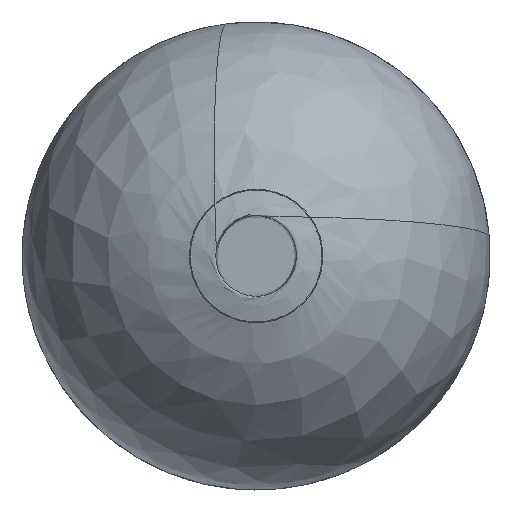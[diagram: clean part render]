
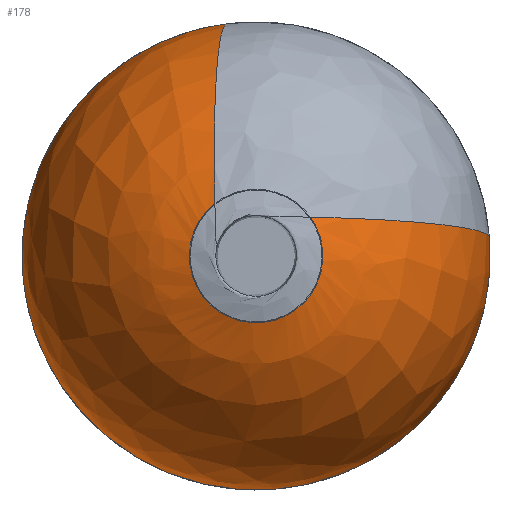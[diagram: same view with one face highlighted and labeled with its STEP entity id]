
A CAD part, left-side view. The second image highlights one B-rep face of the part: STEP entity #178.
In plain terms, the highlighted free-form (B-spline) face has degree [3, 3] with [4, 7] control points.
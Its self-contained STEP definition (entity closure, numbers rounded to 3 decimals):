
#32=(
BOUNDED_CURVE()
B_SPLINE_CURVE(3,(#1001,#1002,#1003,#1004,#1005,#1006,#1007),
 .UNSPECIFIED.,.F.,.F.)
B_SPLINE_CURVE_WITH_KNOTS((4,3,4),(0.,0.271,1.),
 .UNSPECIFIED.)
CURVE()
GEOMETRIC_REPRESENTATION_ITEM()
RATIONAL_B_SPLINE_CURVE((0.718,0.755,0.848,
0.996,0.599,0.599,0.996))
REPRESENTATION_ITEM('')
);
#33=(
BOUNDED_CURVE()
B_SPLINE_CURVE(3,(#1013,#1014,#1015,#1016),.UNSPECIFIED.,.F.,.F.)
B_SPLINE_CURVE_WITH_KNOTS((4,4),(0.,1.),.UNSPECIFIED.)
CURVE()
GEOMETRIC_REPRESENTATION_ITEM()
RATIONAL_B_SPLINE_CURVE((0.996,0.799,0.782,
0.946))
REPRESENTATION_ITEM('')
);
#77=(
BOUNDED_SURFACE()
B_SPLINE_SURFACE(3,3,((#1017,#1018,#1019,#1020,#1021,#1022,#1023),(#1024,
#1025,#1026,#1027,#1028,#1029,#1030),(#1031,#1032,#1033,#1034,#1035,#1036,
#1037),(#1038,#1039,#1040,#1041,#1042,#1043,#1044)),.UNSPECIFIED.,.F.,.F.,
 .F.)
B_SPLINE_SURFACE_WITH_KNOTS((4,4),(4,3,4),(0.,1.),(0.,0.5,1.),
 .UNSPECIFIED.)
GEOMETRIC_REPRESENTATION_ITEM()
RATIONAL_B_SPLINE_SURFACE(((1.,0.595,0.595,1.,0.595,
0.595,1.),(0.859,0.511,0.511,
0.859,0.511,0.511,0.859),
(0.859,0.511,0.511,0.859,
0.511,0.511,0.859),(1.,0.595,
0.595,1.,0.595,0.595,1.)))
REPRESENTATION_ITEM('')
SURFACE()
);
#178=ADVANCED_FACE('',(#207),#77,.F.);
#207=FACE_OUTER_BOUND('',#261,.T.);
#261=EDGE_LOOP('',(#338,#339,#340,#341,#342));
#338=ORIENTED_EDGE('',*,*,#505,.F.);
#339=ORIENTED_EDGE('',*,*,#506,.T.);
#340=ORIENTED_EDGE('',*,*,#502,.T.);
#341=ORIENTED_EDGE('',*,*,#507,.T.);
#342=ORIENTED_EDGE('',*,*,#508,.F.);
#449=VERTEX_POINT('',#983);
#450=VERTEX_POINT('',#984);
#451=VERTEX_POINT('',#1008);
#452=VERTEX_POINT('',#1009);
#453=VERTEX_POINT('',#1012);
#502=EDGE_CURVE('',#449,#450,#565,.T.);
#505=EDGE_CURVE('',#451,#452,#32,.T.);
#506=EDGE_CURVE('',#451,#449,#566,.T.);
#507=EDGE_CURVE('',#450,#453,#567,.T.);
#508=EDGE_CURVE('',#452,#453,#33,.T.);
#565=CIRCLE('',#629,4.56);
#566=CIRCLE('',#630,16.);
#567=CIRCLE('',#631,16.);
#629=AXIS2_PLACEMENT_3D('',#982,#745,#746);
#630=AXIS2_PLACEMENT_3D('',#1010,#749,#750);
#631=AXIS2_PLACEMENT_3D('',#1011,#751,#752);
#745=DIRECTION('',(1.,0.,0.));
#746=DIRECTION('',(0.,-0.813,0.582));
#749=DIRECTION('',(-0.087,0.,-0.996));
#750=DIRECTION('',(0.996,0.,-0.087));
#751=DIRECTION('',(0.087,0.995,-0.044));
#752=DIRECTION('',(0.996,-0.087,0.004));
#982=CARTESIAN_POINT('',(0.537,0.,0.));
#983=CARTESIAN_POINT('',(0.537,-3.708,2.653));
#984=CARTESIAN_POINT('',(0.537,2.815,3.587));
#1001=CARTESIAN_POINT('',(15.939,-15.916,1.305));
#1002=CARTESIAN_POINT('',(15.939,-16.307,-3.463));
#1003=CARTESIAN_POINT('',(15.939,-14.632,-7.688));
#1004=CARTESIAN_POINT('',(15.939,-11.744,-10.821));
#1005=CARTESIAN_POINT('',(15.939,-0.768,-22.733));
#1006=CARTESIAN_POINT('',(15.939,14.554,-17.481));
#1007=CARTESIAN_POINT('',(15.939,15.913,-1.341));
#1008=CARTESIAN_POINT('',(15.939,-15.917,1.305));
#1009=CARTESIAN_POINT('',(15.939,15.915,-1.341));
#1010=CARTESIAN_POINT('',(16.022,0.081,1.298));
#1011=CARTESIAN_POINT('',(16.022,1.293,-0.138));
#1012=CARTESIAN_POINT('',(15.939,2.009,15.844));
#1013=CARTESIAN_POINT('',(15.939,15.913,-1.341));
#1014=CARTESIAN_POINT('',(15.939,16.665,7.578));
#1015=CARTESIAN_POINT('',(15.939,11.077,14.693));
#1016=CARTESIAN_POINT('',(15.939,2.009,15.843));
#1017=CARTESIAN_POINT('',(0.537,-3.708,2.653));
#1018=CARTESIAN_POINT('',(0.537,-6.441,-1.166));
#1019=CARTESIAN_POINT('',(0.537,-4.002,-5.179));
#1020=CARTESIAN_POINT('',(0.537,0.646,-4.514));
#1021=CARTESIAN_POINT('',(0.537,5.295,-3.848));
#1022=CARTESIAN_POINT('',(0.537,6.509,0.688));
#1023=CARTESIAN_POINT('',(0.537,2.815,3.587));
#1024=CARTESIAN_POINT('',(2.341,-11.139,2.495));
#1025=CARTESIAN_POINT('',(2.341,-13.708,-8.977));
#1026=CARTESIAN_POINT('',(2.341,-4.169,-15.847));
#1027=CARTESIAN_POINT('',(2.341,5.897,-9.774));
#1028=CARTESIAN_POINT('',(2.341,15.963,-3.7));
#1029=CARTESIAN_POINT('',(2.341,14.333,7.942));
#1030=CARTESIAN_POINT('',(2.341,2.986,11.017));
#1031=CARTESIAN_POINT('',(8.32,-15.879,1.972));
#1032=CARTESIAN_POINT('',(8.32,-17.91,-14.381));
#1033=CARTESIAN_POINT('',(8.32,-3.669,-22.674));
#1034=CARTESIAN_POINT('',(8.32,9.552,-12.837));
#1035=CARTESIAN_POINT('',(8.32,22.772,-3.));
#1036=CARTESIAN_POINT('',(8.32,18.921,13.023));
#1037=CARTESIAN_POINT('',(8.32,2.673,15.776));
#1038=CARTESIAN_POINT('',(15.939,-15.919,1.306));
#1039=CARTESIAN_POINT('',(15.939,-17.263,-15.089));
#1040=CARTESIAN_POINT('',(15.939,-2.715,-22.767));
#1041=CARTESIAN_POINT('',(15.939,10.061,-12.405));
#1042=CARTESIAN_POINT('',(15.939,22.837,-2.044));
#1043=CARTESIAN_POINT('',(15.939,18.328,13.776));
#1044=CARTESIAN_POINT('',(15.939,2.009,15.845));
